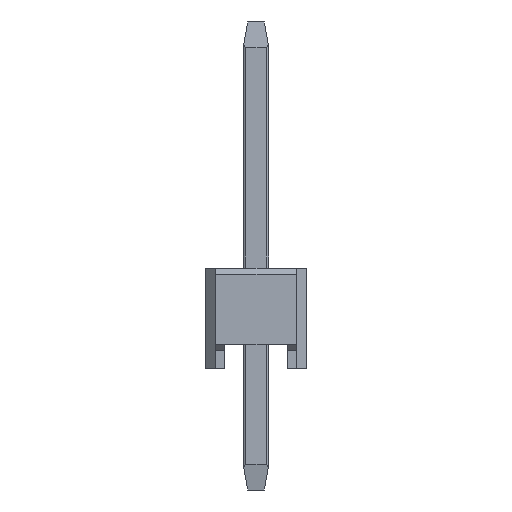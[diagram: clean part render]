
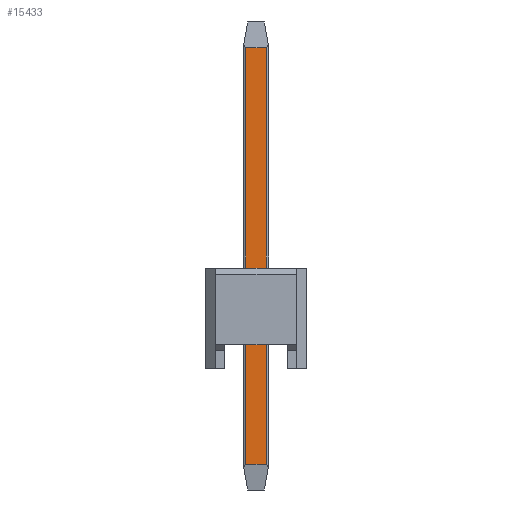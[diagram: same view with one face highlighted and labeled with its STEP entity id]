
A CAD part, left-side view. The second image highlights one B-rep face of the part: STEP entity #15433.
In plain terms, the highlighted planar face has unit normal (-1, 0, 0).
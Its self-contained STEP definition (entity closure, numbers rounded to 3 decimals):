
#546 = ORIENTED_EDGE ( 'NONE', *, *, #13923, .T. ) ;
#1940 = VECTOR ( 'NONE', #24922, 1000. ) ;
#2164 = CARTESIAN_POINT ( 'NONE',  ( -0.32, 0.32, 8.6 ) ) ;
#6057 = CARTESIAN_POINT ( 'NONE',  ( -0.32, 0.256, 7.96 ) ) ;
#8797 = CARTESIAN_POINT ( 'NONE',  ( -0.32, -0.256, 7.96 ) ) ;
#9886 = VERTEX_POINT ( 'NONE', #26679 ) ;
#10151 = ORIENTED_EDGE ( 'NONE', *, *, #39418, .T. ) ;
#11020 = LINE ( 'NONE', #28234, #35331 ) ;
#13923 = EDGE_CURVE ( 'NONE', #36736, #9886, #21927, .T. ) ;
#14801 = DIRECTION ( 'NONE',  ( 0., 1., 0. ) ) ;
#15433 = ADVANCED_FACE ( 'NONE', ( #29085 ), #19008, .F. ) ;
#18111 = CARTESIAN_POINT ( 'NONE',  ( -0.32, 0.32, -2.36 ) ) ;
#19008 = PLANE ( 'NONE',  #40130 ) ;
#20994 = CARTESIAN_POINT ( 'NONE',  ( -0.32, -0.256, 8.6 ) ) ;
#21927 = LINE ( 'NONE', #29401, #30894 ) ;
#22494 = ORIENTED_EDGE ( 'NONE', *, *, #25635, .T. ) ;
#23266 = VERTEX_POINT ( 'NONE', #42760 ) ;
#24922 = DIRECTION ( 'NONE',  ( 0., -1., 0. ) ) ;
#25635 = EDGE_CURVE ( 'NONE', #23266, #43393, #41776, .T. ) ;
#25652 = DIRECTION ( 'NONE',  ( 0., 0., -1. ) ) ;
#26679 = CARTESIAN_POINT ( 'NONE',  ( -0.32, 0.256, -2.36 ) ) ;
#28234 = CARTESIAN_POINT ( 'NONE',  ( -0.32, 0.32, 7.96 ) ) ;
#28672 = DIRECTION ( 'NONE',  ( 0., 0., 1. ) ) ;
#29085 = FACE_OUTER_BOUND ( 'NONE', #40600, .T. ) ;
#29401 = CARTESIAN_POINT ( 'NONE',  ( -0.32, 0.256, 8.6 ) ) ;
#29828 = ORIENTED_EDGE ( 'NONE', *, *, #38202, .T. ) ;
#30145 = VECTOR ( 'NONE', #28672, 1000. ) ;
#30894 = VECTOR ( 'NONE', #25652, 1000. ) ;
#35331 = VECTOR ( 'NONE', #14801, 1000. ) ;
#36022 = DIRECTION ( 'NONE',  ( 0., 1., 0. ) ) ;
#36736 = VERTEX_POINT ( 'NONE', #6057 ) ;
#38202 = EDGE_CURVE ( 'NONE', #9886, #23266, #38639, .T. ) ;
#38639 = LINE ( 'NONE', #18111, #1940 ) ;
#39316 = DIRECTION ( 'NONE',  ( 1., 0., 0. ) ) ;
#39418 = EDGE_CURVE ( 'NONE', #43393, #36736, #11020, .T. ) ;
#40130 = AXIS2_PLACEMENT_3D ( 'NONE', #2164, #39316, #36022 ) ;
#40600 = EDGE_LOOP ( 'NONE', ( #29828, #22494, #10151, #546 ) ) ;
#41776 = LINE ( 'NONE', #20994, #30145 ) ;
#42760 = CARTESIAN_POINT ( 'NONE',  ( -0.32, -0.256, -2.36 ) ) ;
#43393 = VERTEX_POINT ( 'NONE', #8797 ) ;
